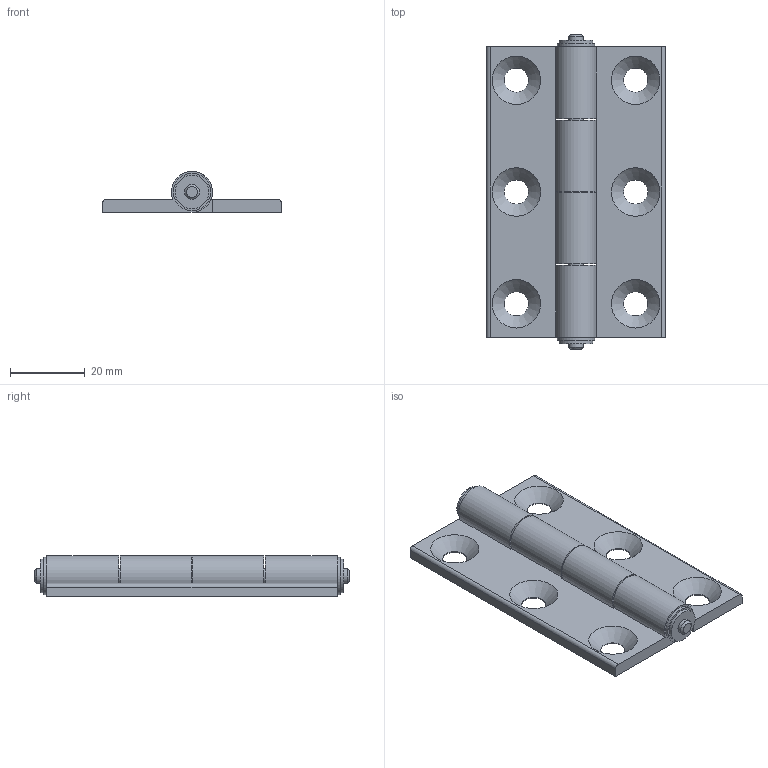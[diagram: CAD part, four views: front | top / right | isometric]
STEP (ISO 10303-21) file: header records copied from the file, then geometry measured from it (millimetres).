
FILE_DESCRIPTION( ( 'STEP AP214' ), '1' );
FILE_NAME( 'HHPSNL6.stp', '2021-11-22T15:42:22', ( 'License CC BY-ND 4.0' ), ( 'CADENAS' ), ' ', 'PARTsolutions', ' ' );
FILE_SCHEMA( ( 'AUTOMOTIVE_DESIGN { 1 0 10303 214 1 1 1 1 }' ) );
Length unit declared in the file: millimetre
Products named in the file (4): HHPSNL6; _HHPSNL6_p; _HHPSNL6_l; _HHPSNL6_r
Assembly tree (3 placements, depth 2):
  HHPSNL6
    _HHPSNL6_p
    _HHPSNL6_l
    _HHPSNL6_r
Bounding box: 48 x 84.4 x 10.98 mm (x, y, z)
Volume: 16595.3 mm3; surface area: 12170.6 mm2
Topology: 3 solids, 3 shells, 55 faces, 131 edges, 86 vertices
Faces by surface type: plane 26, cylinder 21, cone 8
Full cylindrical faces by diameter (mm): 4 x5, 6.5 x6, 9 x2, 10 x2
Entity records: 2002 total; most frequent: DIRECTION 272, CARTESIAN_POINT 245, ORIENTED_EDGE 208, AXIS2_PLACEMENT_3D 109, EDGE_CURVE 104, EDGE_LOOP 102, VERTEX_POINT 82, FACE_OUTER_BOUND 70
